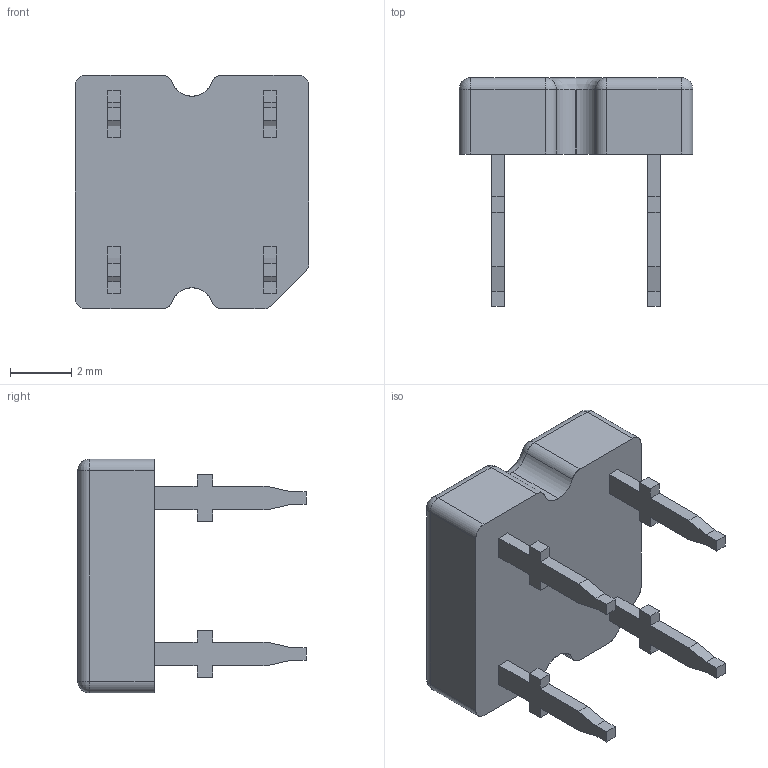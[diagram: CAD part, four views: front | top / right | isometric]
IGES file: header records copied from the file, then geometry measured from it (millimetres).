
Start section: SolidWorks IGES file using analytic representation for surfaces
Global section: file name: R50XX-F-0160.IGS; native system: SolidWorks 2020; preprocessor: SolidWorks 2020; author: mpagdonsolan; date: 220105.154519; units: inch
Bounding box: 7.62 x 7.44 x 7.62 mm (x, y, z)
Surface area: 230.4 mm2 (no closed solid volume)
Topology: 0 solids, 0 shells, 108 faces, 629 edges, 621 vertices
Faces by surface type: bspline 80, revolution 28
